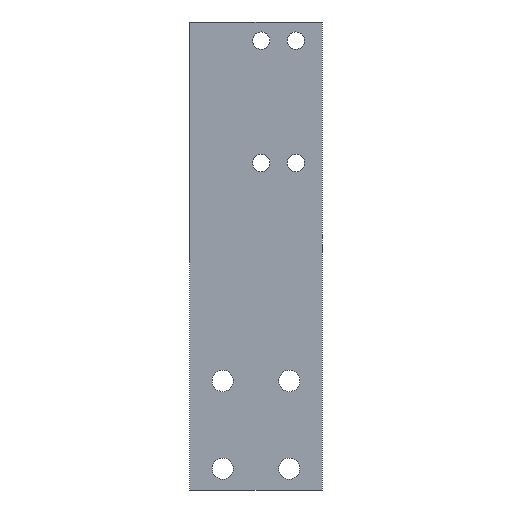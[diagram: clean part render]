
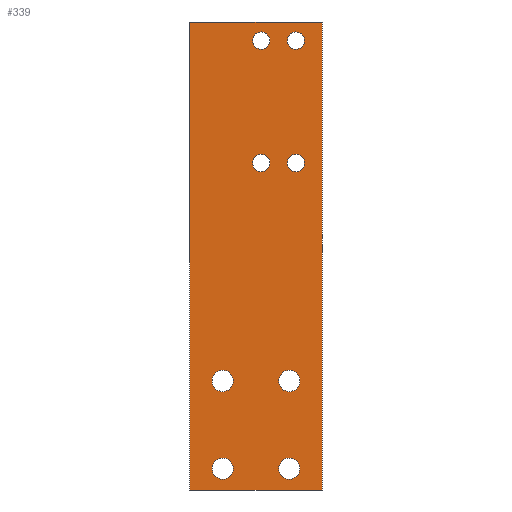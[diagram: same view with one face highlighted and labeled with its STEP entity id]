
A CAD part, front view. The second image highlights one B-rep face of the part: STEP entity #339.
In plain terms, the highlighted planar face has unit normal (0, -1, 0).
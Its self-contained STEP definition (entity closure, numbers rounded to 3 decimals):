
#17=FACE_BOUND('',#78,.T.);
#18=FACE_BOUND('',#79,.T.);
#19=FACE_BOUND('',#80,.T.);
#20=FACE_BOUND('',#81,.T.);
#21=FACE_BOUND('',#82,.T.);
#22=FACE_BOUND('',#83,.T.);
#23=FACE_BOUND('',#84,.T.);
#24=FACE_BOUND('',#85,.T.);
#39=PLANE('',#391);
#57=FACE_OUTER_BOUND('',#77,.T.);
#77=EDGE_LOOP('',(#289,#290,#291,#292));
#78=EDGE_LOOP('',(#293));
#79=EDGE_LOOP('',(#294));
#80=EDGE_LOOP('',(#295));
#81=EDGE_LOOP('',(#296));
#82=EDGE_LOOP('',(#297));
#83=EDGE_LOOP('',(#298));
#84=EDGE_LOOP('',(#299));
#85=EDGE_LOOP('',(#300));
#107=LINE('',#563,#129);
#110=LINE('',#569,#132);
#113=LINE('',#575,#135);
#116=LINE('',#579,#138);
#129=VECTOR('',#473,10.);
#132=VECTOR('',#478,10.);
#135=VECTOR('',#483,10.);
#138=VECTOR('',#488,10.);
#143=CIRCLE('',#364,4.);
#145=CIRCLE('',#367,4.);
#147=CIRCLE('',#370,3.25);
#149=CIRCLE('',#373,4.);
#151=CIRCLE('',#376,3.25);
#153=CIRCLE('',#379,3.25);
#155=CIRCLE('',#382,3.25);
#157=CIRCLE('',#385,4.);
#163=VERTEX_POINT('',#509);
#165=VERTEX_POINT('',#515);
#167=VERTEX_POINT('',#521);
#169=VERTEX_POINT('',#527);
#171=VERTEX_POINT('',#533);
#173=VERTEX_POINT('',#539);
#175=VERTEX_POINT('',#545);
#177=VERTEX_POINT('',#551);
#181=VERTEX_POINT('',#560);
#182=VERTEX_POINT('',#562);
#184=VERTEX_POINT('',#568);
#186=VERTEX_POINT('',#574);
#193=EDGE_CURVE('',#163,#163,#143,.T.);
#196=EDGE_CURVE('',#165,#165,#145,.T.);
#199=EDGE_CURVE('',#167,#167,#147,.T.);
#202=EDGE_CURVE('',#169,#169,#149,.T.);
#205=EDGE_CURVE('',#171,#171,#151,.T.);
#208=EDGE_CURVE('',#173,#173,#153,.T.);
#211=EDGE_CURVE('',#175,#175,#155,.T.);
#214=EDGE_CURVE('',#177,#177,#157,.T.);
#219=EDGE_CURVE('',#182,#181,#107,.T.);
#222=EDGE_CURVE('',#184,#182,#110,.T.);
#225=EDGE_CURVE('',#186,#184,#113,.T.);
#228=EDGE_CURVE('',#181,#186,#116,.T.);
#289=ORIENTED_EDGE('',*,*,#228,.T.);
#290=ORIENTED_EDGE('',*,*,#225,.T.);
#291=ORIENTED_EDGE('',*,*,#222,.T.);
#292=ORIENTED_EDGE('',*,*,#219,.T.);
#293=ORIENTED_EDGE('',*,*,#214,.T.);
#294=ORIENTED_EDGE('',*,*,#211,.T.);
#295=ORIENTED_EDGE('',*,*,#208,.T.);
#296=ORIENTED_EDGE('',*,*,#205,.T.);
#297=ORIENTED_EDGE('',*,*,#202,.T.);
#298=ORIENTED_EDGE('',*,*,#199,.T.);
#299=ORIENTED_EDGE('',*,*,#196,.T.);
#300=ORIENTED_EDGE('',*,*,#193,.T.);
#339=ADVANCED_FACE('',(#57,#17,#18,#19,#20,#21,#22,#23,#24),#39,.T.);
#364=AXIS2_PLACEMENT_3D('',#510,#415,#416);
#367=AXIS2_PLACEMENT_3D('',#516,#422,#423);
#370=AXIS2_PLACEMENT_3D('',#522,#429,#430);
#373=AXIS2_PLACEMENT_3D('',#528,#436,#437);
#376=AXIS2_PLACEMENT_3D('',#534,#443,#444);
#379=AXIS2_PLACEMENT_3D('',#540,#450,#451);
#382=AXIS2_PLACEMENT_3D('',#546,#457,#458);
#385=AXIS2_PLACEMENT_3D('',#552,#464,#465);
#391=AXIS2_PLACEMENT_3D('',#580,#489,#490);
#415=DIRECTION('center_axis',(0.,1.,0.));
#416=DIRECTION('ref_axis',(1.,0.,0.));
#422=DIRECTION('center_axis',(0.,1.,0.));
#423=DIRECTION('ref_axis',(1.,0.,0.));
#429=DIRECTION('center_axis',(0.,1.,0.));
#430=DIRECTION('ref_axis',(1.,0.,0.));
#436=DIRECTION('center_axis',(0.,1.,0.));
#437=DIRECTION('ref_axis',(1.,0.,0.));
#443=DIRECTION('center_axis',(0.,1.,0.));
#444=DIRECTION('ref_axis',(1.,0.,0.));
#450=DIRECTION('center_axis',(0.,1.,0.));
#451=DIRECTION('ref_axis',(1.,0.,0.));
#457=DIRECTION('center_axis',(0.,1.,0.));
#458=DIRECTION('ref_axis',(1.,0.,0.));
#464=DIRECTION('center_axis',(0.,1.,0.));
#465=DIRECTION('ref_axis',(1.,0.,0.));
#473=DIRECTION('',(-1.,0.,0.));
#478=DIRECTION('',(0.,0.,1.));
#483=DIRECTION('',(1.,0.,0.));
#488=DIRECTION('',(0.,0.,-1.));
#489=DIRECTION('center_axis',(0.,-1.,0.));
#490=DIRECTION('ref_axis',(1.,0.,0.));
#509=CARTESIAN_POINT('',(33.5,-610.,41.));
#510=CARTESIAN_POINT('Origin',(37.5,-610.,41.));
#515=CARTESIAN_POINT('',(8.5,-610.,8.));
#516=CARTESIAN_POINT('Origin',(12.5,-610.,8.));
#521=CARTESIAN_POINT('',(36.75,-610.,169.));
#522=CARTESIAN_POINT('Origin',(40.,-610.,169.));
#527=CARTESIAN_POINT('',(8.5,-610.,41.));
#528=CARTESIAN_POINT('Origin',(12.5,-610.,41.));
#533=CARTESIAN_POINT('',(36.75,-610.,123.));
#534=CARTESIAN_POINT('Origin',(40.,-610.,123.));
#539=CARTESIAN_POINT('',(23.75,-610.,123.));
#540=CARTESIAN_POINT('Origin',(27.,-610.,123.));
#545=CARTESIAN_POINT('',(23.75,-610.,169.));
#546=CARTESIAN_POINT('Origin',(27.,-610.,169.));
#551=CARTESIAN_POINT('',(33.5,-610.,8.));
#552=CARTESIAN_POINT('Origin',(37.5,-610.,8.));
#560=CARTESIAN_POINT('',(0.,-610.,176.));
#562=CARTESIAN_POINT('',(50.,-610.,176.));
#563=CARTESIAN_POINT('',(50.,-610.,176.));
#568=CARTESIAN_POINT('',(50.,-610.,0.));
#569=CARTESIAN_POINT('',(50.,-610.,0.));
#574=CARTESIAN_POINT('',(0.,-610.,0.));
#575=CARTESIAN_POINT('',(0.,-610.,0.));
#579=CARTESIAN_POINT('',(0.,-610.,176.));
#580=CARTESIAN_POINT('Origin',(25.,-610.,88.));
